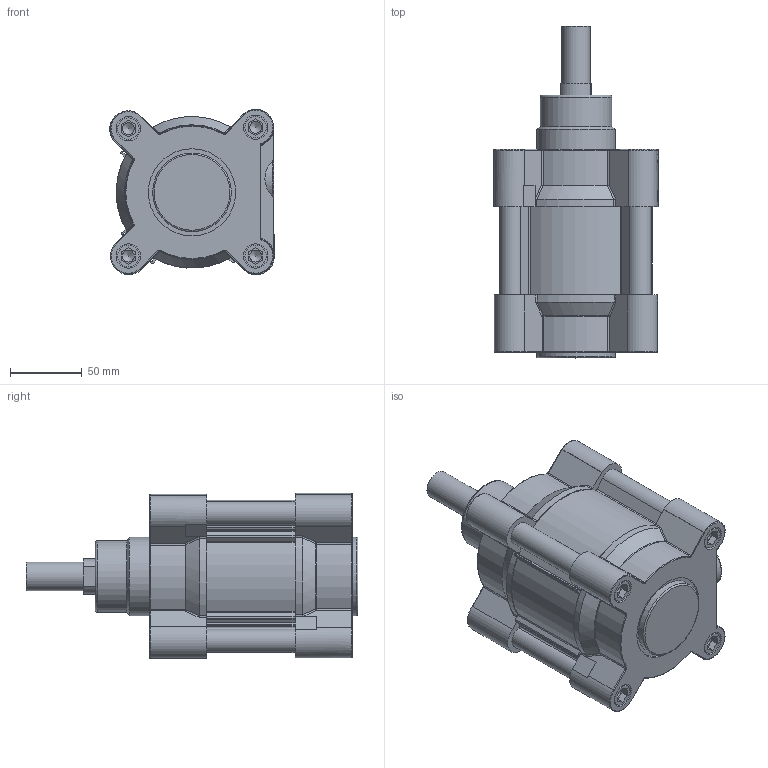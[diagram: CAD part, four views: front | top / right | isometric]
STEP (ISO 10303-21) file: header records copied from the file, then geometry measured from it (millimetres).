
FILE_DESCRIPTION(/* description */ (''),/* implementation_level */ '2;1');
FILE_NAME(/* name */ 'Zespół1.stp',/* time_stamp */ '2015-12-01T12:56:41+01:00',/* author */ ('beata.cwik'),/* organization */ (''),/* preprocessor_version */ 'ST-DEVELOPER v15.6',/* originating_system */ 'Autodesk Inventor 2015',/* authorisation */ '');
FILE_SCHEMA (('AUTOMOTIVE_DESIGN { 1 0 10303 214 3 1 1 }'));
Length unit declared in the file: millimetre
Products named in the file (9): Dół - dokończyć; Góra; Tłok; Tuleja; Uszczelka; ŚIruba; Zaślepka; Tłoczysko; Zespół1
Bounding box: 114.99 x 232 x 115.48 mm (x, y, z)
Volume: 1229225.3 mm3; surface area: 343906.9 mm2
Topology: 17 solids, 17 shells, 683 faces, 1680 edges, 1083 vertices
Faces by surface type: plane 289, cylinder 275, bspline 54, torus 45, cone 20
Full cylindrical faces by diameter (mm): 1.5 x4, 4.5 x2, 5 x2, 7.9 x2, 8 x2, 8.376 x8, 9.7 x8, 12 x8, 13 x1, 15 x8, 17 x8, 19 x2, 20 x1, 24.4 x2, 25 x1, 26 x1, 27 x1, 30 x2, 33 x2, 35 x1, 37.25 x2, 45.6 x2, 50 x3, 55 x2, 61 x2, 78.5 x1, 82 x2, 87.8 x2, 89.5 x2, 94.9 x2
Entity records: 17985 total; most frequent: CARTESIAN_POINT 4652, DIRECTION 2827, ORIENTED_EDGE 2570, EDGE_CURVE 1285, AXIS2_PLACEMENT_3D 1132, VERTEX_POINT 879, EDGE_LOOP 728, CIRCLE 589
